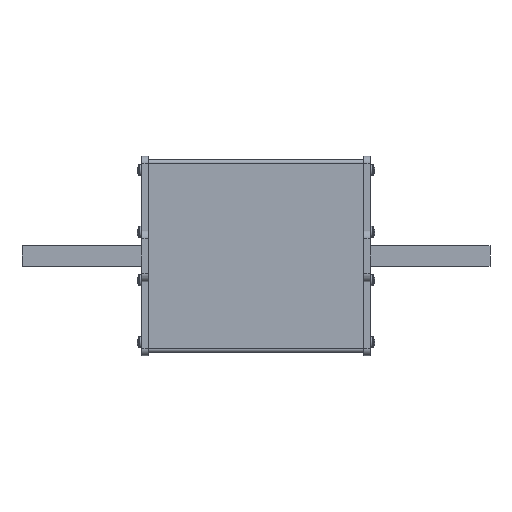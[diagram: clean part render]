
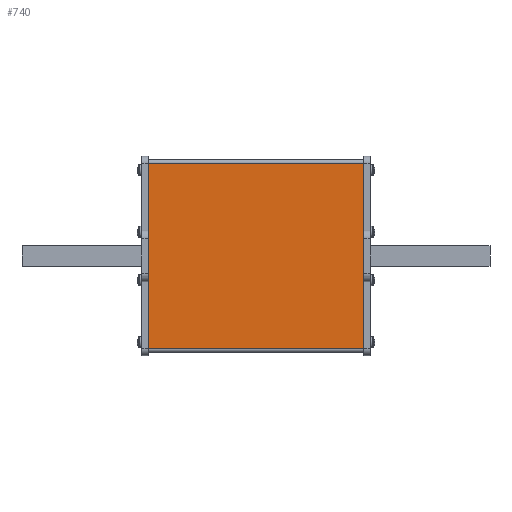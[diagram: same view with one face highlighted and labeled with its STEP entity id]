
A CAD part, left-side view. The second image highlights one B-rep face of the part: STEP entity #740.
In plain terms, the highlighted planar face has unit normal (-1, 0, 0).
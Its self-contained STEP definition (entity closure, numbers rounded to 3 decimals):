
#122 = VERTEX_POINT ( 'NONE', #881 ) ;
#232 = ORIENTED_EDGE ( 'NONE', *, *, #4281, .T. ) ;
#246 = LINE ( 'NONE', #389, #4060 ) ;
#334 = DIRECTION ( 'NONE',  ( -1., 0., 0. ) ) ;
#339 = CARTESIAN_POINT ( 'NONE',  ( -25., 64.5, 27. ) ) ;
#389 = CARTESIAN_POINT ( 'NONE',  ( -25., 2., 27. ) ) ;
#508 = VERTEX_POINT ( 'NONE', #339 ) ;
#549 = VERTEX_POINT ( 'NONE', #2203 ) ;
#623 = CARTESIAN_POINT ( 'NONE',  ( -25., 2., -27. ) ) ;
#737 = VERTEX_POINT ( 'NONE', #623 ) ;
#740 = ADVANCED_FACE ( 'NONE', ( #2367 ), #2197, .T. ) ;
#809 = CARTESIAN_POINT ( 'NONE',  ( -25., 2., -27. ) ) ;
#881 = CARTESIAN_POINT ( 'NONE',  ( -25., 64.5, -27. ) ) ;
#1102 = EDGE_CURVE ( 'NONE', #549, #508, #246, .T. ) ;
#1626 = CARTESIAN_POINT ( 'NONE',  ( -25., 64.5, 7.5 ) ) ;
#1709 = VECTOR ( 'NONE', #4260, 1000. ) ;
#1757 = EDGE_CURVE ( 'NONE', #122, #508, #4345, .T. ) ;
#1928 = LINE ( 'NONE', #3152, #1709 ) ;
#2060 = EDGE_CURVE ( 'NONE', #737, #122, #1928, .T. ) ;
#2073 = ORIENTED_EDGE ( 'NONE', *, *, #1757, .F. ) ;
#2197 = PLANE ( 'NONE',  #4180 ) ;
#2203 = CARTESIAN_POINT ( 'NONE',  ( -25., 2., 27. ) ) ;
#2367 = FACE_OUTER_BOUND ( 'NONE', #2772, .T. ) ;
#2434 = ORIENTED_EDGE ( 'NONE', *, *, #1102, .T. ) ;
#2635 = DIRECTION ( 'NONE',  ( 0., 0., 1. ) ) ;
#2740 = DIRECTION ( 'NONE',  ( 0., 1., 0. ) ) ;
#2772 = EDGE_LOOP ( 'NONE', ( #2073, #4313, #232, #2434 ) ) ;
#3152 = CARTESIAN_POINT ( 'NONE',  ( -25., 2., -27. ) ) ;
#3549 = VECTOR ( 'NONE', #4544, 1000. ) ;
#4022 = LINE ( 'NONE', #809, #4311 ) ;
#4026 = CARTESIAN_POINT ( 'NONE',  ( -25., 2., 7.5 ) ) ;
#4060 = VECTOR ( 'NONE', #2740, 1000. ) ;
#4180 = AXIS2_PLACEMENT_3D ( 'NONE', #4026, #334, #4766 ) ;
#4260 = DIRECTION ( 'NONE',  ( 0., 1., 0. ) ) ;
#4281 = EDGE_CURVE ( 'NONE', #737, #549, #4022, .T. ) ;
#4311 = VECTOR ( 'NONE', #2635, 1000. ) ;
#4313 = ORIENTED_EDGE ( 'NONE', *, *, #2060, .F. ) ;
#4345 = LINE ( 'NONE', #1626, #3549 ) ;
#4544 = DIRECTION ( 'NONE',  ( 0., 0., 1. ) ) ;
#4766 = DIRECTION ( 'NONE',  ( 0., 0., 1. ) ) ;
